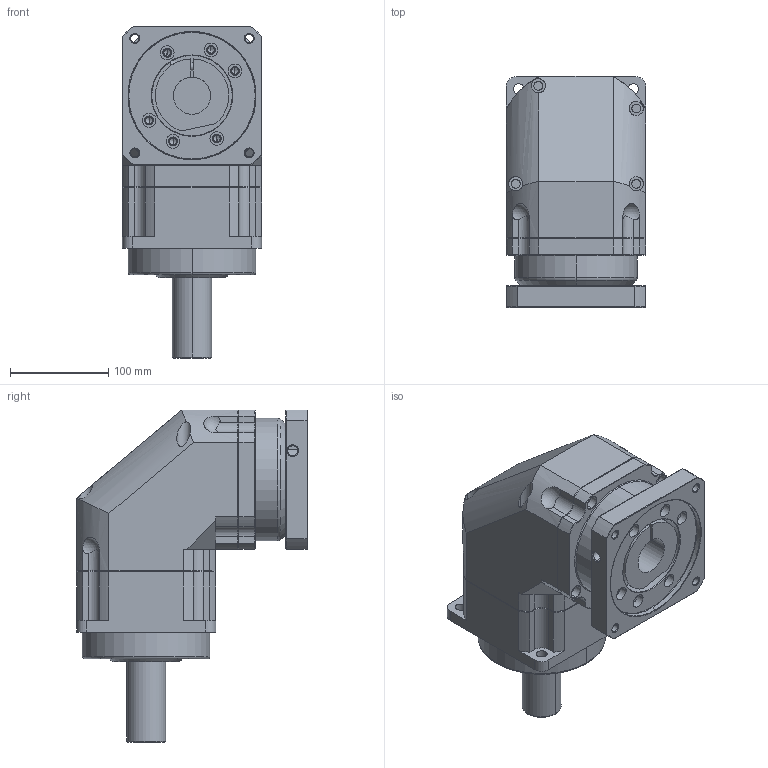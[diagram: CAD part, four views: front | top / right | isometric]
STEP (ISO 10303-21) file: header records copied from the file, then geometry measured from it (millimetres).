
FILE_DESCRIPTION((''),'2;1');
FILE_NAME('AFR1401-P0403500401_ASM','2016-07-07T',('d00435'),(''),'PRO/ENGINEER BY PARAMETRIC TECHNOLOGY CORPORATION, 2008410','PRO/ENGINEER BY PARAMETRIC TECHNOLOGY CORPORATION, 2008410','');
FILE_SCHEMA(('CONFIG_CONTROL_DESIGN'));
Length unit declared in the file: millimetre
Products named in the file (5): AF1401; P1001500001; P1301500001; P0403500401; AFR1401-P0403500401_ASM
Assembly tree (4 placements, depth 2):
  AFR1401-P0403500401_ASM
    AF1401
    P1001500001
    P1301500001
    P0403500401
Bounding box: 142 x 235.5 x 338.5 mm (x, y, z)
Volume: 4035521.1 mm3; surface area: 463004.3 mm2
Topology: 5 solids, 23 shells, 734 faces, 1719 edges, 1037 vertices
Faces by surface type: cylinder 282, plane 202, cone 178, torus 68, sphere 4
Entity records: 21644 total; most frequent: CARTESIAN_POINT 4340, DIRECTION 3920, ORIENTED_EDGE 3312, EDGE_CURVE 1695, AXIS2_PLACEMENT_3D 1608, VERTEX_POINT 1037, CIRCLE 857, EDGE_LOOP 856
